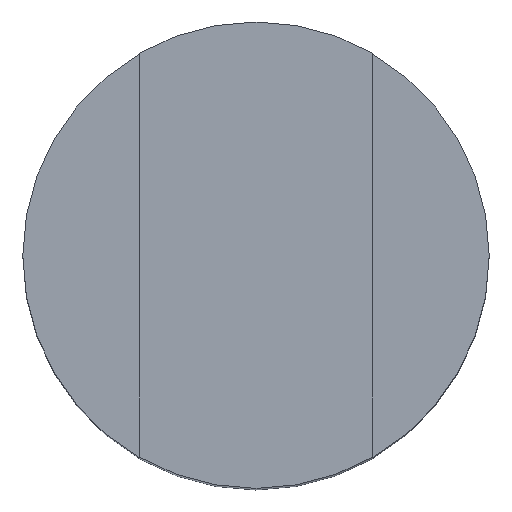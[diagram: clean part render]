
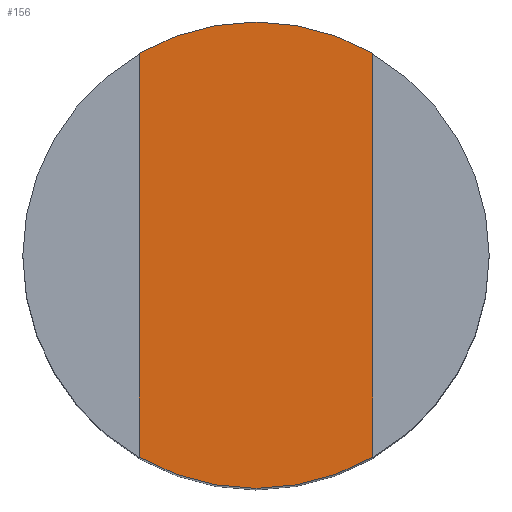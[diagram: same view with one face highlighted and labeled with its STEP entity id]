
A CAD part, top view. The second image highlights one B-rep face of the part: STEP entity #156.
In plain terms, the highlighted planar face has unit normal (0, 0, 1).
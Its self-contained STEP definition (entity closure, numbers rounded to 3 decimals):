
#6 = VERTEX_POINT ( 'NONE', #157 ) ;
#10 = CARTESIAN_POINT ( 'NONE',  ( -5., -8.66, 30. ) ) ;
#13 = VERTEX_POINT ( 'NONE', #64 ) ;
#16 = EDGE_CURVE ( 'NONE', #6, #13, #203, .T. ) ;
#20 = CARTESIAN_POINT ( 'NONE',  ( 5., -8.66, 30. ) ) ;
#29 = LINE ( 'NONE', #333, #80 ) ;
#42 = EDGE_LOOP ( 'NONE', ( #100, #364, #144, #138 ) ) ;
#46 = DIRECTION ( 'NONE',  ( 0., 0., 1. ) ) ;
#64 = CARTESIAN_POINT ( 'NONE',  ( -5., 8.66, 30. ) ) ;
#80 = VECTOR ( 'NONE', #366, 1000. ) ;
#100 = ORIENTED_EDGE ( 'NONE', *, *, #231, .F. ) ;
#138 = ORIENTED_EDGE ( 'NONE', *, *, #355, .T. ) ;
#144 = ORIENTED_EDGE ( 'NONE', *, *, #287, .F. ) ;
#146 = CARTESIAN_POINT ( 'NONE',  ( 0., 0., 30. ) ) ;
#147 = VECTOR ( 'NONE', #167, 1000. ) ;
#150 = AXIS2_PLACEMENT_3D ( 'NONE', #155, #425, #387 ) ;
#153 = CIRCLE ( 'NONE', #396, 10. ) ;
#155 = CARTESIAN_POINT ( 'NONE',  ( 0., 0., 30. ) ) ;
#156 = ADVANCED_FACE ( 'NONE', ( #321 ), #164, .T. ) ;
#157 = CARTESIAN_POINT ( 'NONE',  ( 5., 8.66, 30. ) ) ;
#161 = VERTEX_POINT ( 'NONE', #10 ) ;
#164 = PLANE ( 'NONE',  #186 ) ;
#167 = DIRECTION ( 'NONE',  ( 0., -1., 0. ) ) ;
#168 = DIRECTION ( 'NONE',  ( 1., 0., 0. ) ) ;
#186 = AXIS2_PLACEMENT_3D ( 'NONE', #395, #46, #168 ) ;
#203 = CIRCLE ( 'NONE', #150, 10. ) ;
#231 = EDGE_CURVE ( 'NONE', #6, #430, #404, .T. ) ;
#287 = EDGE_CURVE ( 'NONE', #161, #13, #29, .T. ) ;
#308 = DIRECTION ( 'NONE',  ( 0., 0., 1. ) ) ;
#321 = FACE_OUTER_BOUND ( 'NONE', #42, .T. ) ;
#333 = CARTESIAN_POINT ( 'NONE',  ( -5., 0., 30. ) ) ;
#355 = EDGE_CURVE ( 'NONE', #161, #430, #153, .T. ) ;
#360 = CARTESIAN_POINT ( 'NONE',  ( 5., 0., 30. ) ) ;
#364 = ORIENTED_EDGE ( 'NONE', *, *, #16, .T. ) ;
#366 = DIRECTION ( 'NONE',  ( 0., 1., 0. ) ) ;
#377 = DIRECTION ( 'NONE',  ( 1., 0., 0. ) ) ;
#387 = DIRECTION ( 'NONE',  ( 1., 0., 0. ) ) ;
#395 = CARTESIAN_POINT ( 'NONE',  ( 0., 0., 30. ) ) ;
#396 = AXIS2_PLACEMENT_3D ( 'NONE', #146, #308, #377 ) ;
#404 = LINE ( 'NONE', #360, #147 ) ;
#425 = DIRECTION ( 'NONE',  ( 0., 0., 1. ) ) ;
#430 = VERTEX_POINT ( 'NONE', #20 ) ;
